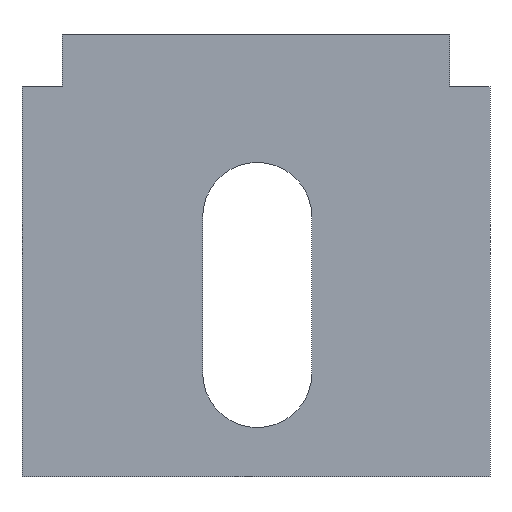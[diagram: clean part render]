
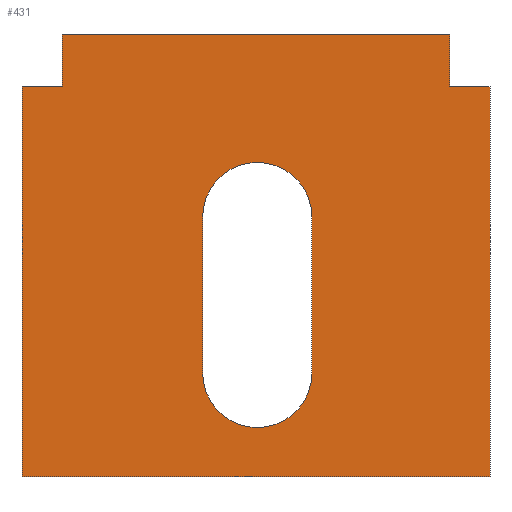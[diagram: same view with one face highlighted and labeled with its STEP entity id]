
A CAD part, left-side view. The second image highlights one B-rep face of the part: STEP entity #431.
In plain terms, the highlighted planar face has unit normal (-1, 0, 0).
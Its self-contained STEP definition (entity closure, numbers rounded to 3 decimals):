
#52=CARTESIAN_POINT('Vertex',(78.5,1.05,245.5)) ;
#57=CARTESIAN_POINT('Line Origine',(78.5,1.05,238.)) ;
#61=CARTESIAN_POINT('Vertex',(78.5,1.05,230.5)) ;
#88=CARTESIAN_POINT('Line Origine',(78.5,10.05,230.5)) ;
#92=CARTESIAN_POINT('Vertex',(78.5,19.05,230.5)) ;
#119=CARTESIAN_POINT('Line Origine',(78.5,19.05,238.)) ;
#123=CARTESIAN_POINT('Vertex',(78.5,19.05,245.5)) ;
#150=CARTESIAN_POINT('Line Origine',(78.5,18.275,245.5)) ;
#154=CARTESIAN_POINT('Vertex',(78.5,17.5,245.5)) ;
#181=CARTESIAN_POINT('Line Origine',(78.5,17.5,246.5)) ;
#185=CARTESIAN_POINT('Vertex',(78.5,17.5,247.5)) ;
#212=CARTESIAN_POINT('Line Origine',(78.5,10.05,247.5)) ;
#216=CARTESIAN_POINT('Vertex',(78.5,2.6,247.5)) ;
#243=CARTESIAN_POINT('Line Origine',(78.5,2.6,246.5)) ;
#247=CARTESIAN_POINT('Vertex',(78.5,2.6,245.5)) ;
#269=CARTESIAN_POINT('Line Origine',(78.5,1.825,245.5)) ;
#304=CARTESIAN_POINT('Vertex',(78.5,7.9,240.5)) ;
#307=CARTESIAN_POINT('Axis2P3D Location',(78.5,10.,240.5)) ;
#311=CARTESIAN_POINT('Vertex',(78.5,12.1,240.5)) ;
#338=CARTESIAN_POINT('Line Origine',(78.5,12.1,237.5)) ;
#342=CARTESIAN_POINT('Vertex',(78.5,12.1,234.5)) ;
#369=CARTESIAN_POINT('Axis2P3D Location',(78.5,10.,234.5)) ;
#373=CARTESIAN_POINT('Vertex',(78.5,7.9,234.5)) ;
#398=CARTESIAN_POINT('Line Origine',(78.5,7.9,237.5)) ;
#410=CARTESIAN_POINT('Axis2P3D Location',(78.5,0.,0.)) ;
#59=VECTOR('Line Direction',#58,1.) ;
#90=VECTOR('Line Direction',#89,1.) ;
#121=VECTOR('Line Direction',#120,1.) ;
#152=VECTOR('Line Direction',#151,1.) ;
#183=VECTOR('Line Direction',#182,1.) ;
#214=VECTOR('Line Direction',#213,1.) ;
#245=VECTOR('Line Direction',#244,1.) ;
#271=VECTOR('Line Direction',#270,1.) ;
#340=VECTOR('Line Direction',#339,1.) ;
#400=VECTOR('Line Direction',#399,1.) ;
#58=DIRECTION('Vector Direction',(0.,0.,1.)) ;
#89=DIRECTION('Vector Direction',(0.,-1.,0.)) ;
#120=DIRECTION('Vector Direction',(0.,0.,-1.)) ;
#151=DIRECTION('Vector Direction',(0.,1.,0.)) ;
#182=DIRECTION('Vector Direction',(0.,0.,-1.)) ;
#213=DIRECTION('Vector Direction',(0.,1.,0.)) ;
#244=DIRECTION('Vector Direction',(0.,0.,1.)) ;
#270=DIRECTION('Vector Direction',(0.,1.,0.)) ;
#308=DIRECTION('Axis2P3D Direction',(1.,0.,0.)) ;
#339=DIRECTION('Vector Direction',(0.,0.,1.)) ;
#370=DIRECTION('Axis2P3D Direction',(1.,0.,0.)) ;
#399=DIRECTION('Vector Direction',(0.,0.,-1.)) ;
#411=DIRECTION('Axis2P3D Direction',(1.,0.,0.)) ;
#412=DIRECTION('Axis2P3D XDirection',(0.,1.,0.)) ;
#309=AXIS2_PLACEMENT_3D('Circle Axis2P3D',#307,#308,$) ;
#371=AXIS2_PLACEMENT_3D('Circle Axis2P3D',#369,#370,$) ;
#413=AXIS2_PLACEMENT_3D('Plane Axis2P3D',#410,#411,#412) ;
#60=LINE('Line',#57,#59) ;
#91=LINE('Line',#88,#90) ;
#122=LINE('Line',#119,#121) ;
#153=LINE('Line',#150,#152) ;
#184=LINE('Line',#181,#183) ;
#215=LINE('Line',#212,#214) ;
#246=LINE('Line',#243,#245) ;
#272=LINE('Line',#269,#271) ;
#341=LINE('Line',#338,#340) ;
#401=LINE('Line',#398,#400) ;
#310=CIRCLE('generated circle',#309,2.1) ;
#372=CIRCLE('generated circle',#371,2.1) ;
#414=PLANE('',#413) ;
#430=FACE_BOUND('',#425,.T.) ;
#63=EDGE_CURVE('',#53,#62,#60,.F.) ;
#94=EDGE_CURVE('',#62,#93,#91,.F.) ;
#125=EDGE_CURVE('',#93,#124,#122,.F.) ;
#156=EDGE_CURVE('',#124,#155,#153,.F.) ;
#187=EDGE_CURVE('',#155,#186,#184,.F.) ;
#218=EDGE_CURVE('',#186,#217,#215,.F.) ;
#249=EDGE_CURVE('',#217,#248,#246,.F.) ;
#273=EDGE_CURVE('',#248,#53,#272,.F.) ;
#313=EDGE_CURVE('',#312,#305,#310,.T.) ;
#344=EDGE_CURVE('',#343,#312,#341,.T.) ;
#375=EDGE_CURVE('',#374,#343,#372,.T.) ;
#402=EDGE_CURVE('',#305,#374,#401,.T.) ;
#416=ORIENTED_EDGE('',*,*,#273,.F.) ;
#417=ORIENTED_EDGE('',*,*,#249,.F.) ;
#418=ORIENTED_EDGE('',*,*,#218,.F.) ;
#419=ORIENTED_EDGE('',*,*,#187,.F.) ;
#420=ORIENTED_EDGE('',*,*,#156,.F.) ;
#421=ORIENTED_EDGE('',*,*,#125,.F.) ;
#422=ORIENTED_EDGE('',*,*,#94,.F.) ;
#423=ORIENTED_EDGE('',*,*,#63,.F.) ;
#426=ORIENTED_EDGE('',*,*,#402,.T.) ;
#427=ORIENTED_EDGE('',*,*,#375,.T.) ;
#428=ORIENTED_EDGE('',*,*,#344,.T.) ;
#429=ORIENTED_EDGE('',*,*,#313,.T.) ;
#415=EDGE_LOOP('',(#416,#417,#418,#419,#420,#421,#422,#423)) ;
#425=EDGE_LOOP('',(#426,#427,#428,#429)) ;
#53=VERTEX_POINT('',#52) ;
#62=VERTEX_POINT('',#61) ;
#93=VERTEX_POINT('',#92) ;
#124=VERTEX_POINT('',#123) ;
#155=VERTEX_POINT('',#154) ;
#186=VERTEX_POINT('',#185) ;
#217=VERTEX_POINT('',#216) ;
#248=VERTEX_POINT('',#247) ;
#305=VERTEX_POINT('',#304) ;
#312=VERTEX_POINT('',#311) ;
#343=VERTEX_POINT('',#342) ;
#374=VERTEX_POINT('',#373) ;
#431=ADVANCED_FACE('Corps principal',(#424,#430),#414,.F.) ;
#424=FACE_OUTER_BOUND('',#415,.T.) ;
